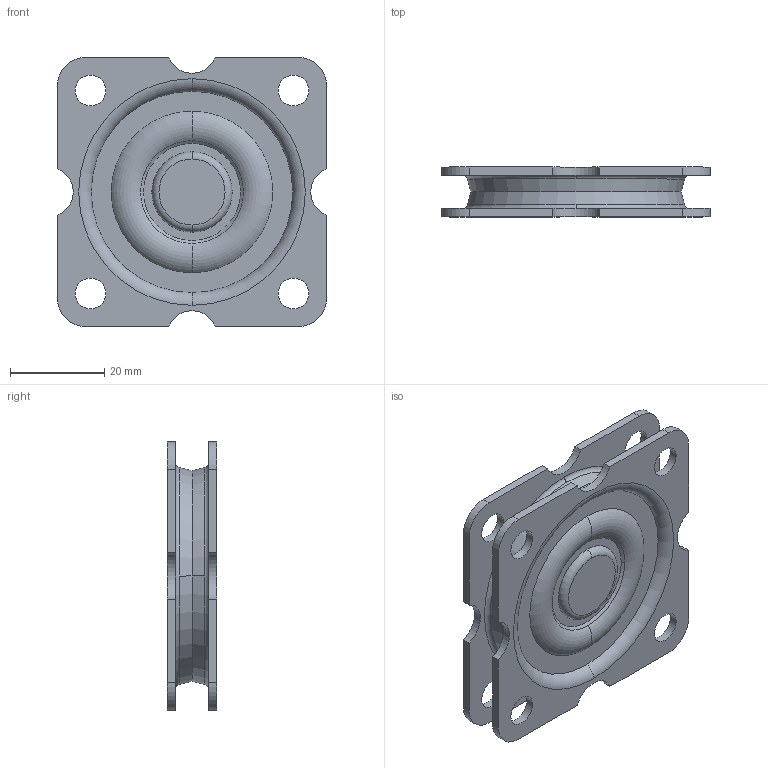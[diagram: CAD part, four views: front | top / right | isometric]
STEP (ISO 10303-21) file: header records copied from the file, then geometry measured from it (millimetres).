
FILE_DESCRIPTION (( 'STEP AP214' ), '1' );
FILE_NAME ('0011383.step', '2022-12-08T09:39:50', ( '' ), ( '' ), 'SwSTEP 2.0', 'SolidWorks 2020', '' );
FILE_SCHEMA (( 'AUTOMOTIVE_DESIGN' ));
Length unit declared in the file: millimetre
Products named in the file (1): 0011383
Bounding box: 57 x 10.5 x 57 mm (x, y, z)
Volume: 17316.7 mm3; surface area: 11086.7 mm2
Topology: 1 solids, 1 shells, 82 faces, 214 edges, 142 vertices
Faces by surface type: cylinder 32, plane 26, torus 16, cone 8
Entity records: 2709 total; most frequent: DIRECTION 506, CARTESIAN_POINT 439, ORIENTED_EDGE 428, EDGE_CURVE 214, AXIS2_PLACEMENT_3D 209, VERTEX_POINT 142, CIRCLE 126, EDGE_LOOP 106
